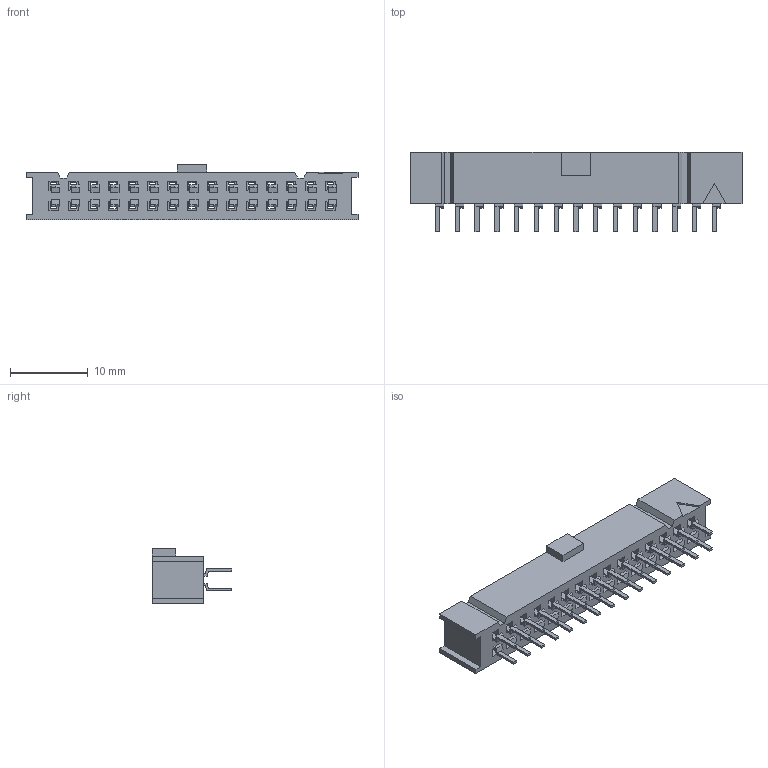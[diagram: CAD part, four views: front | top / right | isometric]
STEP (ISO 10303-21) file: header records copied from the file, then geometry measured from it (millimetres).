
FILE_DESCRIPTION (( 'STEP AP214' ), '1' );
FILE_NAME ('XG4H_3031.step', '2019-03-18T12:30:18', ( 'OSMC1.0 ' ), ( ' ' ), 'SwSTEP 2.0', 'SolidWorks 2002025', '' );
FILE_SCHEMA (( 'AUTOMOTIVE_DESIGN' ));
Length unit declared in the file: millimetre
Products named in the file (1): XG4H_3031
Bounding box: 42.66 x 10.2 x 7.1 mm (x, y, z)
Volume: 1421.5 mm3; surface area: 2299 mm2
Topology: 1 solids, 1 shells, 749 faces, 1971 edges, 1254 vertices
Faces by surface type: plane 749
Entity records: 26138 total; most frequent: CARTESIAN_POINT 3975, ORIENTED_EDGE 3942, DIRECTION 3471, LINE 1971, EDGE_CURVE 1971, VECTOR 1971, VERTEX_POINT 1254, EDGE_LOOP 839
